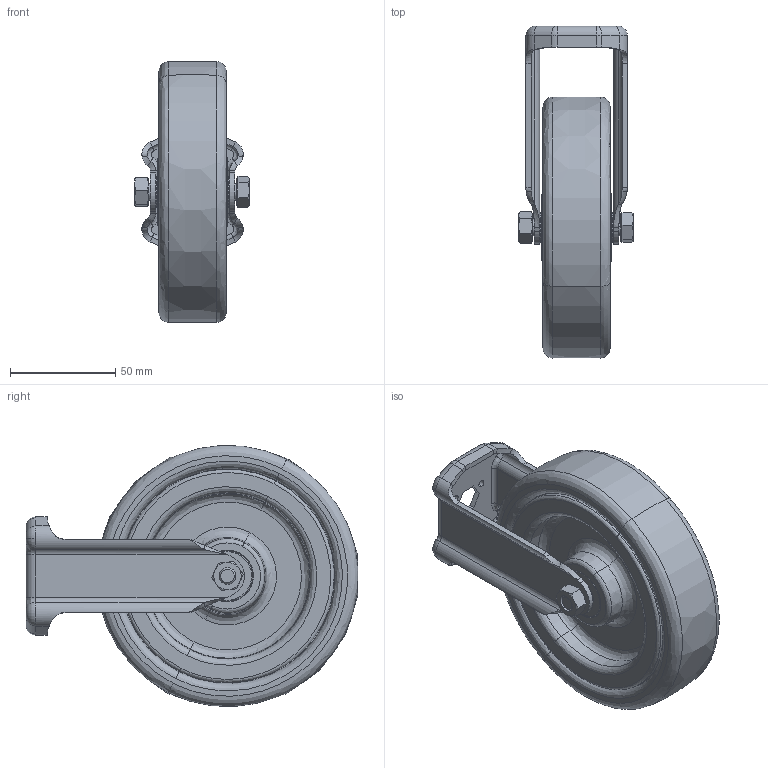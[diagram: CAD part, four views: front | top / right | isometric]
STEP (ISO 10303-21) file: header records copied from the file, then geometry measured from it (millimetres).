
FILE_DESCRIPTION (( 'STEP AP214' ), '1' );
FILE_NAME ('Accessories for aluminium profiles098F125GN.step', '2016-10-19T18:15:32', ( '' ), ( '' ), 'SwSTEP 2.0', 'SolidWorks 2016', '' );
FILE_SCHEMA (( 'AUTOMOTIVE_DESIGN' ));
Length unit declared in the file: millimetre
Products named in the file (5): VPA_126_8K_105122-214_selction no pls; 098FR.u.Tab_098F125; 4DIN934M08M; 4DIN931M08048MS01; Accessories for aluminium profiles098F125GN
Assembly tree (4 placements, depth 2):
  Accessories for aluminium profiles098F125GN
    4DIN931M08048MS01
    4DIN934M08M
    098FR.u.Tab_098F125
    VPA_126_8K_105122-214_selction no pls
Bounding box: 54.2 x 157.38 x 123.76 mm (x, y, z)
Volume: 315899.3 mm3; surface area: 73557.6 mm2
Topology: 5 solids, 5 shells, 759 faces, 1931 edges, 1239 vertices
Faces by surface type: plane 393, bspline 237, cylinder 72, cone 43, torus 14
Entity records: 39939 total; most frequent: CARTESIAN_POINT 19433, ORIENTED_EDGE 3862, DIRECTION 2765, EDGE_CURVE 1931, VERTEX_POINT 1239, VECTOR 1217, LINE 1217, EDGE_LOOP 834
